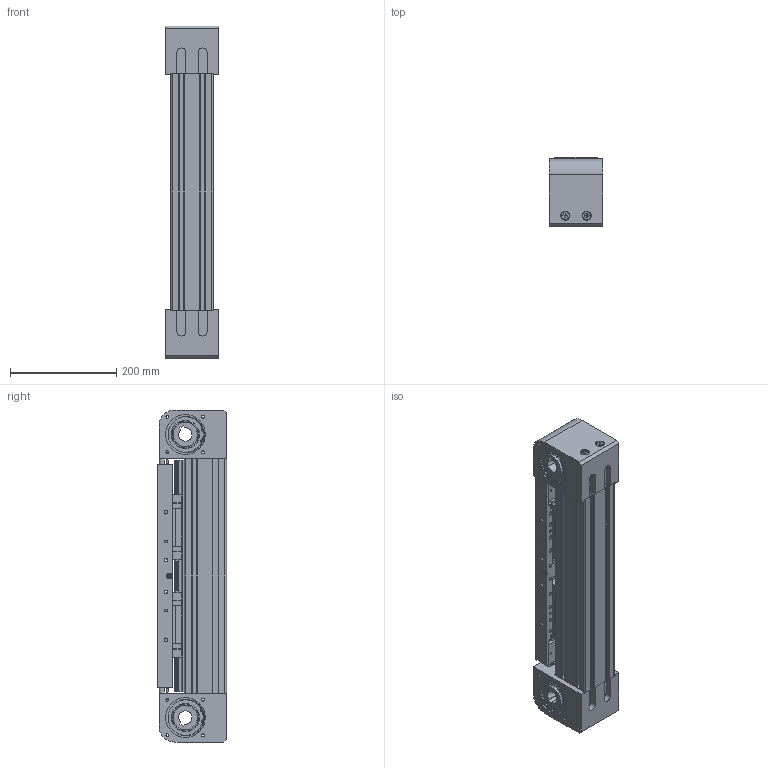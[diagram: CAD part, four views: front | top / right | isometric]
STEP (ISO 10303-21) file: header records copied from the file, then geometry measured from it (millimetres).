
FILE_DESCRIPTION (( 'STEP AP214' ), '1' );
FILE_NAME ('BLM80-0.STEP', '2023-03-13T14:29:19', ( '' ), ( '' ), 'SwSTEP 2.0', 'SolidWorks 2023', '' );
FILE_SCHEMA (( 'AUTOMOTIVE_DESIGN' ));
Length unit declared in the file: millimetre
Products named in the file (1): BLM80-0
Bounding box: 100 x 130 x 624 mm (x, y, z)
Volume: 5319626.1 mm3; surface area: 963557.2 mm2
Topology: 49 solids, 57 shells, 2730 faces, 7317 edges, 4733 vertices
Faces by surface type: plane 1318, cylinder 1084, torus 152, sphere 100, cone 52, bspline 24
Entity records: 120461 total; most frequent: CARTESIAN_POINT 21137, DIRECTION 14924, ORIENTED_EDGE 14026, EDGE_CURVE 7013, AXIS2_PLACEMENT_3D 5490, VERTEX_POINT 4541, LINE 3944, VECTOR 3944
